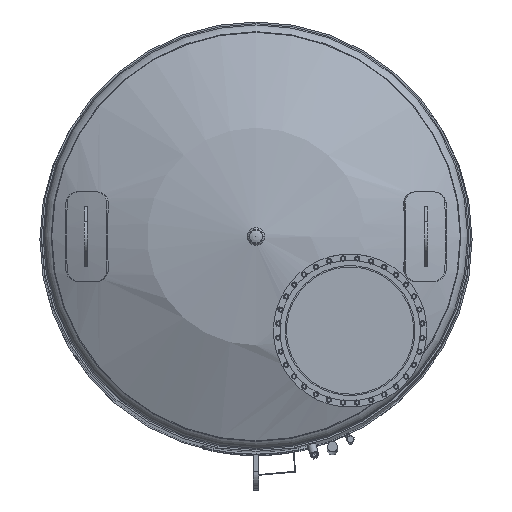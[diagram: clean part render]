
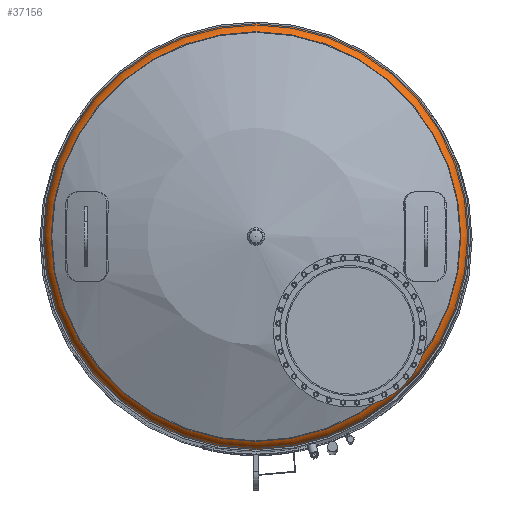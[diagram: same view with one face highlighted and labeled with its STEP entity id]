
A CAD part, top view. The second image highlights one B-rep face of the part: STEP entity #37156.
In plain terms, the highlighted toroidal (fillet/blend) face has major radius 927.333 mm and minor radius 72.667 mm.
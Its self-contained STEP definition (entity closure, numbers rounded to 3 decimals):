
#36930=CARTESIAN_POINT('',(-962.188,0.,7834.762));
#36931=VERTEX_POINT('',#36930);
#36932=CARTESIAN_POINT('',(0.,0.,7834.762));
#36933=DIRECTION('',(0.0,0.0,-1.0));
#36934=DIRECTION('',(-1.0,0.0,0.0));
#36935=AXIS2_PLACEMENT_3D('',#36932,#36933,#36934);
#36936=CIRCLE('',#36935,962.188);
#36937=EDGE_CURVE('',#36931,#36931,#36936,.T.);
#37137=CARTESIAN_POINT('',(0.,0.,7771.));
#37138=DIRECTION('',(0.,0.,-1.0));
#37139=DIRECTION('',(0.0,-1.0,0.0));
#37140=AXIS2_PLACEMENT_3D('',#37137,#37138,#37139);
#37141=TOROIDAL_SURFACE('',#37140,927.333,72.667);
#37142=CARTESIAN_POINT('',(-1000.,0.,7771.));
#37143=VERTEX_POINT('',#37142);
#37144=CARTESIAN_POINT('',(0.,0.,7771.));
#37145=DIRECTION('',(0.0,0.0,-1.0));
#37146=DIRECTION('',(-1.0,0.0,0.0));
#37147=AXIS2_PLACEMENT_3D('',#37144,#37145,#37146);
#37148=CIRCLE('',#37147,1000.);
#37149=EDGE_CURVE('',#37143,#37143,#37148,.T.);
#37150=ORIENTED_EDGE('',*,*,#37149,.F.);
#37151=EDGE_LOOP('',(#37150));
#37152=FACE_OUTER_BOUND('',#37151,.T.);
#37153=ORIENTED_EDGE('',*,*,#36937,.T.);
#37154=EDGE_LOOP('',(#37153));
#37155=FACE_BOUND('',#37154,.T.);
#37156=ADVANCED_FACE('',(#37152,#37155),#37141,.T.);
